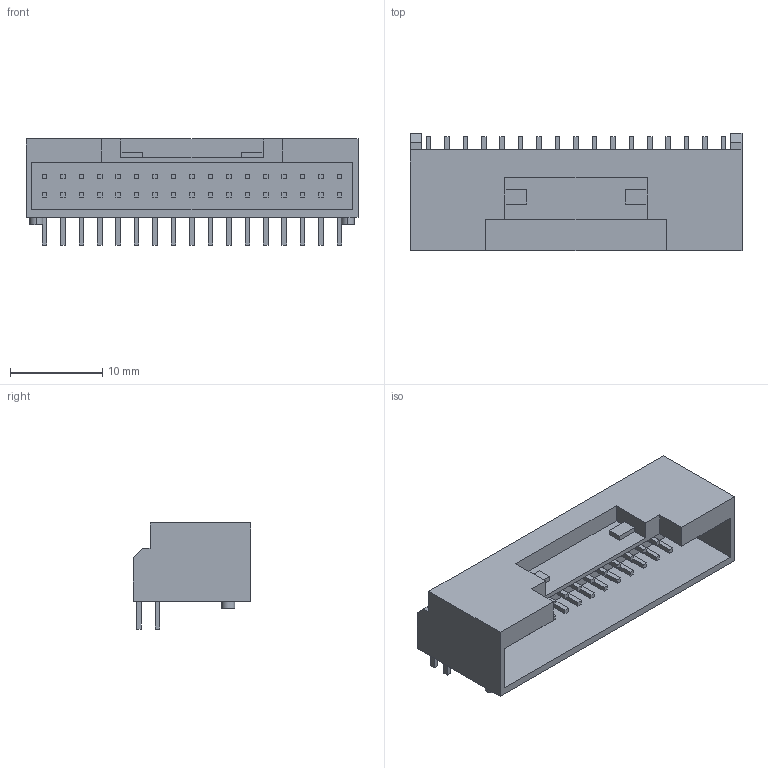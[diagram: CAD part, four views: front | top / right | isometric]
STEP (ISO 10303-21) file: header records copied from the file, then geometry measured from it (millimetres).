
FILE_DESCRIPTION(('FreeCAD Model'),'2;1');
FILE_NAME('JST_PUD_S34B-PUDSS-1_2x17x2.00mm_Angled.STEP','2016-03-20T17:20:21',( 'Author'),(''),'Open CASCADE STEP processor 6.8','FreeCAD','Unknown' );
FILE_SCHEMA(('AUTOMOTIVE_DESIGN_CC2 { 1 2 10303 214 -1 1 5 4 }'));
Length unit declared in the file: millimetre
Products named in the file (1): S34B-PUDSS-1
Bounding box: 36 x 12.7 x 11.5 mm (x, y, z)
Volume: 1363.3 mm3; surface area: 3062.4 mm2
Topology: 1 solids, 1 shells, 452 faces, 1140 edges, 760 vertices
Faces by surface type: plane 448, cylinder 4
Entity records: 31633 total; most frequent: CARTESIAN_POINT 5041, DIRECTION 4314, LINE 3388, VECTOR 3388, ORIENTED_EDGE 2280, PCURVE 2280, DEFINITIONAL_REPRESENTATION 2280, EDGE_CURVE 1140
